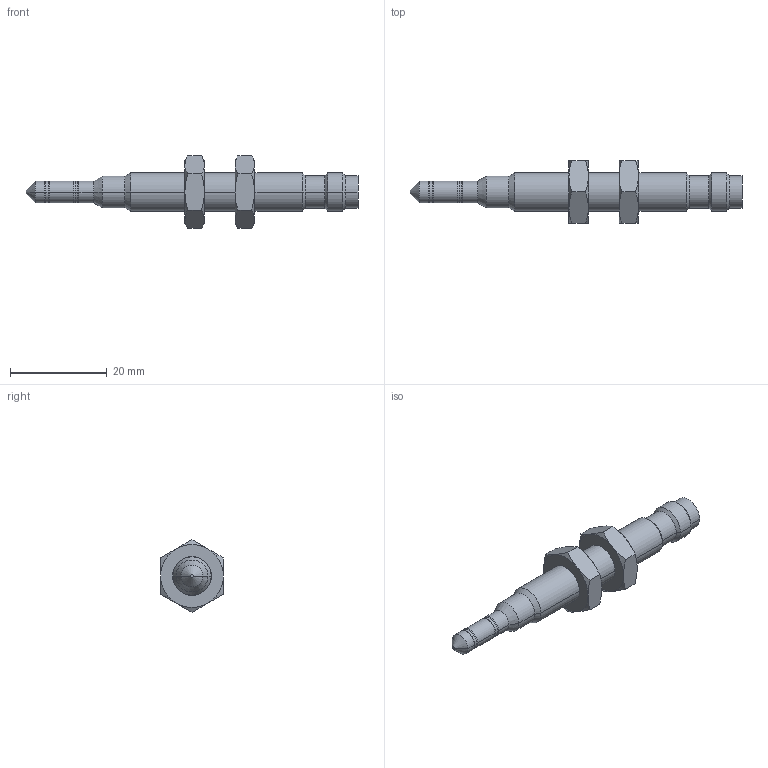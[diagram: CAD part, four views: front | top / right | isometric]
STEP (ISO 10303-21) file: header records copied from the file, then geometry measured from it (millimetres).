
FILE_DESCRIPTION (( 'STEP AP203' ), '1' );
FILE_NAME ('SNS06.STEP', '2010-03-03T19:28:25', ( ' ' ), ( ' ' ), 'SwSTEP 2.0', 'SolidWorks 2010', '' );
FILE_SCHEMA (( 'CONFIG_CONTROL_DESIGN' ));
Length unit declared in the file: inch
Products named in the file (4): SNS06; Hex Nut Jam_Syron Metric_B18.2.4.5M - Hex jam nut,  M8 x 1.25 --D-C; 13063_13036; 46.0449
Assembly tree (4 placements, depth 2):
  SNS06
    46.0449
    Hex Nut Jam_Syron Metric_B18.2.4.5M - Hex jam nut,  M8 x 1.25 --D-C  x2
    13063_13036
Bounding box: 68.58 x 13 x 15.01 mm (x, y, z)
Volume: 2808.9 mm3; surface area: 3550.5 mm2
Topology: 4 solids, 4 shells, 139 faces, 296 edges, 164 vertices
Faces by surface type: cylinder 48, cone 48, plane 23, torus 14, sphere 6
Entity records: 3394 total; most frequent: CARTESIAN_POINT 600, DIRECTION 562, ORIENTED_EDGE 444, AXIS2_PLACEMENT_3D 246, EDGE_CURVE 222, CIRCLE 128, VERTEX_POINT 124, EDGE_LOOP 120
